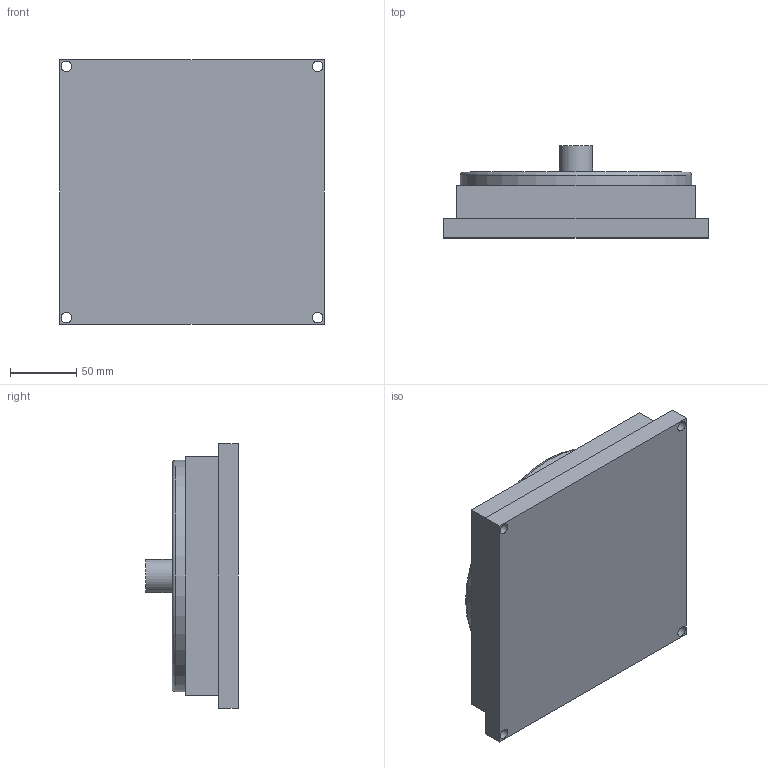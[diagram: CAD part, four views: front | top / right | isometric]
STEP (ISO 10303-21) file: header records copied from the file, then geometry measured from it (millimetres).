
FILE_DESCRIPTION(/* description */ (''),/* implementation_level */ '2;1');
FILE_NAME(/* name */ 'Peça 1 v3.step',/* time_stamp */ '2022-08-22T13:57:33-03:00',/* author */ (''),/* organization */ (''),/* preprocessor_version */ 'ST-DEVELOPER v19',/* originating_system */ 'Autodesk Translation Framework v11.7.0.108',/* authorisation */ '');
FILE_SCHEMA (('AUTOMOTIVE_DESIGN { 1 0 10303 214 3 1 1 }'));
Length unit declared in the file: millimetre
Products named in the file (1): Peça 1
Bounding box: 200 x 70 x 200 mm (x, y, z)
Volume: 1656597 mm3; surface area: 117581.7 mm2
Topology: 1 solids, 1 shells, 20 faces, 45 edges, 30 vertices
Faces by surface type: plane 13, cylinder 6, torus 1
Full cylindrical faces by diameter (mm): 8 x4, 25 x1, 175 x1
Entity records: 613 total; most frequent: DIRECTION 102, CARTESIAN_POINT 96, ORIENTED_EDGE 90, EDGE_CURVE 45, AXIS2_PLACEMENT_3D 36, EDGE_LOOP 31, LINE 30, VECTOR 30
